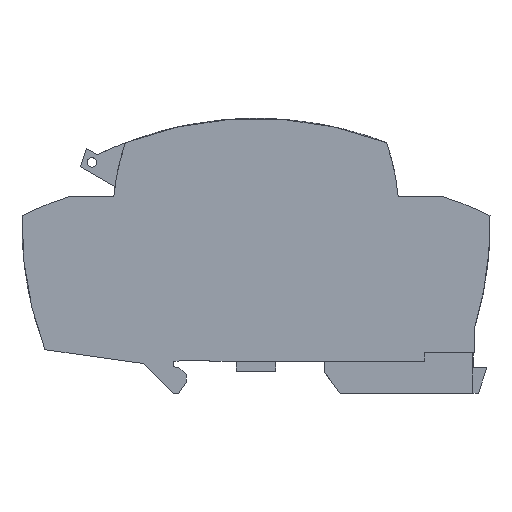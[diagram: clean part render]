
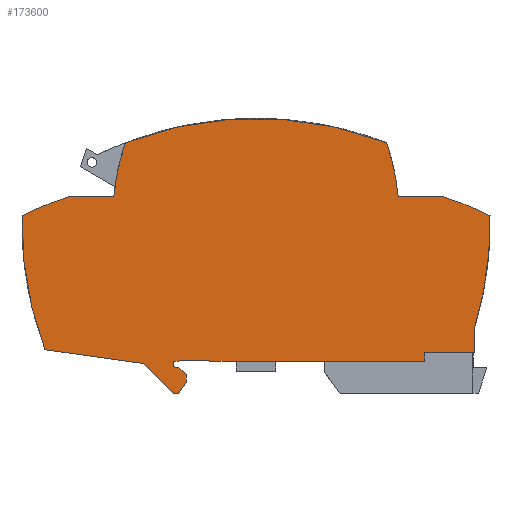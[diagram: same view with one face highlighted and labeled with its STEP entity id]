
A CAD part, left-side view. The second image highlights one B-rep face of the part: STEP entity #173600.
In plain terms, the highlighted planar face has unit normal (-1, 0, 0).
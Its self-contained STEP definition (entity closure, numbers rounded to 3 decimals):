
#5620=CARTESIAN_POINT('',(0.,59.634,
6.85));
#5630=VERTEX_POINT('',#5620);
#5660=CARTESIAN_POINT('',(0.,49.999,
6.85));
#5670=DIRECTION('',(0.,1.,0.));
#5680=VECTOR('',#5670,1.);
#5690=LINE('',#5660,#5680);
#5700=CARTESIAN_POINT('',(0.,13.944,
6.85));
#5710=VERTEX_POINT('',#5700);
#5720=EDGE_CURVE('',#5710,#5630,#5690,.T.);
#18390=CARTESIAN_POINT('',(0.,13.944,
8.75));
#18400=VERTEX_POINT('',#18390);
#18430=CARTESIAN_POINT('',(0.,14.662,
8.75));
#18440=DIRECTION('',(0.,1.,0.));
#18450=VECTOR('',#18440,1.);
#18460=LINE('',#18430,#18450);
#18470=CARTESIAN_POINT('',(0.,3.404,
8.75));
#18480=VERTEX_POINT('',#18470);
#18490=EDGE_CURVE('',#18480,#18400,#18460,.T.);
#18810=CARTESIAN_POINT('',(0.,3.404,
21.653));
#18820=DIRECTION('',(0.,0.,1.));
#18830=VECTOR('',#18820,1.);
#18840=LINE('',#18810,#18830);
#18850=CARTESIAN_POINT('',(0.,3.404,
13.709));
#18860=VERTEX_POINT('',#18850);
#18870=EDGE_CURVE('',#18480,#18860,#18840,.T.);
#19560=CARTESIAN_POINT('',(0.,76.,
36.2));
#19570=DIRECTION('',(-1.,0.,0.));
#19580=DIRECTION('',(0.,-0.99,
-0.139));
#19590=AXIS2_PLACEMENT_3D('',#19560,#19570,#19580);
#19600=CIRCLE('',#19590,76.);
#19610=CARTESIAN_POINT('',(0.,0.019,
37.914));
#19620=VERTEX_POINT('',#19610);
#19630=EDGE_CURVE('',#18860,#19620,#19600,.T.);
#24280=CARTESIAN_POINT('',(0.,33.641,
-31.469));
#24290=DIRECTION('',(1.,0.,0.));
#24300=DIRECTION('',(0.,1.,0.));
#24310=AXIS2_PLACEMENT_3D('',#24280,#24290,#24300);
#24320=CIRCLE('',#24310,77.1);
#24330=CARTESIAN_POINT('',(0.,10.104,
41.95));
#24340=VERTEX_POINT('',#24330);
#24350=EDGE_CURVE('',#24340,#19620,#24320,.T.);
#24980=CARTESIAN_POINT('',(0.,14.662,
41.95));
#24990=DIRECTION('',(0.,-1.,0.));
#25000=VECTOR('',#24990,1.);
#25010=LINE('',#24980,#25000);
#25020=CARTESIAN_POINT('',(0.,19.561,
41.95));
#25030=VERTEX_POINT('',#25020);
#25040=EDGE_CURVE('',#25030,#24340,#25010,.T.);
#63860=CARTESIAN_POINT('',(0.,22.039,
53.415));
#63870=VERTEX_POINT('',#63860);
#63900=CARTESIAN_POINT('',(0.,49.834,
-18.501));
#63910=DIRECTION('',(1.,0.,0.));
#63920=DIRECTION('',(0.,0.,-1.));
#63930=AXIS2_PLACEMENT_3D('',#63900,#63910,#63920);
#63940=CIRCLE('',#63930,77.1);
#63950=CARTESIAN_POINT('',(0.,77.629,
53.415));
#63960=VERTEX_POINT('',#63950);
#63970=EDGE_CURVE('',#63960,#63870,#63940,.T.);
#90350=CARTESIAN_POINT('',(0.,80.107,
41.95));
#90360=VERTEX_POINT('',#90350);
#90390=CARTESIAN_POINT('',(0.,49.999,
41.95));
#90400=DIRECTION('',(0.,-1.,0.));
#90410=VECTOR('',#90400,1.);
#90420=LINE('',#90390,#90410);
#90430=CARTESIAN_POINT('',(0.,89.564,
41.95));
#90440=VERTEX_POINT('',#90430);
#90450=EDGE_CURVE('',#90440,#90360,#90420,.T.);
#92580=CARTESIAN_POINT('',(0.,66.028,
-31.469));
#92590=DIRECTION('',(-1.,0.,0.));
#92600=DIRECTION('',(0.,1.,0.));
#92610=AXIS2_PLACEMENT_3D('',#92580,#92590,#92600);
#92620=CIRCLE('',#92610,77.1);
#92630=CARTESIAN_POINT('',(0.,99.649,
37.914));
#92640=VERTEX_POINT('',#92630);
#92650=EDGE_CURVE('',#90440,#92640,#92620,.T.);
#93340=CARTESIAN_POINT('',(0.,23.668,
36.2));
#93350=DIRECTION('',(1.,0.,0.));
#93360=DIRECTION('',(0.,0.99,
-0.139));
#93370=AXIS2_PLACEMENT_3D('',#93340,#93350,#93360);
#93380=CIRCLE('',#93370,76.);
#93390=CARTESIAN_POINT('',(0.,94.768,
9.35));
#93400=VERTEX_POINT('',#93390);
#93410=EDGE_CURVE('',#93400,#92640,#93380,.T.);
#98050=CARTESIAN_POINT('',(0.,14.662,
-1.939));
#98060=DIRECTION('',(0.,-0.99,
-0.14));
#98070=VECTOR('',#98060,1.);
#98080=LINE('',#98050,#98070);
#98090=CARTESIAN_POINT('',(0.,73.834,
6.4));
#98100=VERTEX_POINT('',#98090);
#98110=EDGE_CURVE('',#93400,#98100,#98080,.T.);
#98430=CARTESIAN_POINT('',(0.,89.086,
21.653));
#98440=DIRECTION('',(0.,0.707,
0.707));
#98450=VECTOR('',#98440,1.);
#98460=LINE('',#98430,#98450);
#98470=CARTESIAN_POINT('',(0.,67.434,
0.));
#98480=VERTEX_POINT('',#98470);
#98490=EDGE_CURVE('',#98480,#98100,#98460,.T.);
#98810=CARTESIAN_POINT('',(0.,14.662,
0.));
#98820=DIRECTION('',(0.,1.,0.));
#98830=VECTOR('',#98820,1.);
#98840=LINE('',#98810,#98830);
#98850=CARTESIAN_POINT('',(0.,66.364,
0.));
#98860=VERTEX_POINT('',#98850);
#98870=EDGE_CURVE('',#98860,#98480,#98840,.T.);
#99190=CARTESIAN_POINT('',(0.,51.203,
21.653));
#99200=DIRECTION('',(0.,0.574,
-0.819));
#99210=VECTOR('',#99200,1.);
#99220=LINE('',#99190,#99210);
#99230=CARTESIAN_POINT('',(0.,64.684,
2.4));
#99240=VERTEX_POINT('',#99230);
#99250=EDGE_CURVE('',#99240,#98860,#99220,.T.);
#99570=CARTESIAN_POINT('',(0.,64.684,
21.653));
#99580=DIRECTION('',(0.,0.,-1.));
#99590=VECTOR('',#99580,1.);
#99600=LINE('',#99570,#99590);
#99610=CARTESIAN_POINT('',(0.,64.684,
4.05));
#99620=VERTEX_POINT('',#99610);
#99630=EDGE_CURVE('',#99620,#99240,#99600,.T.);
#99950=CARTESIAN_POINT('',(0.,82.286,
21.653));
#99960=DIRECTION('',(0.,-0.707,
-0.707));
#99970=VECTOR('',#99960,1.);
#99980=LINE('',#99950,#99970);
#99990=CARTESIAN_POINT('',(0.,66.036,
5.403));
#100000=VERTEX_POINT('',#99990);
#100010=EDGE_CURVE('',#100000,#99620,#99980,.T.);
#100330=CARTESIAN_POINT('',(0.,14.662,
-8.363));
#100340=DIRECTION('',(0.,-0.966,
-0.259));
#100350=VECTOR('',#100340,1.);
#100360=LINE('',#100330,#100350);
#100370=CARTESIAN_POINT('',(0.,67.334,
5.75));
#100380=VERTEX_POINT('',#100370);
#100390=EDGE_CURVE('',#100380,#100000,#100360,.T.);
#100710=CARTESIAN_POINT('',(0.,67.334,
21.653));
#100720=DIRECTION('',(0.,0.,-1.));
#100730=VECTOR('',#100720,1.);
#100740=LINE('',#100710,#100730);
#100750=CARTESIAN_POINT('',(0.,67.334,
6.85));
#100760=VERTEX_POINT('',#100750);
#100770=EDGE_CURVE('',#100760,#100380,#100740,.T.);
#101090=CARTESIAN_POINT('',(0.,14.662,
11.459));
#101100=DIRECTION('',(0.,-0.996,
0.087));
#101110=VECTOR('',#101100,1.);
#101120=LINE('',#101090,#101110);
#101130=CARTESIAN_POINT('',(0.,65.048,
7.05));
#101140=VERTEX_POINT('',#101130);
#101150=EDGE_CURVE('',#100760,#101140,#101120,.T.);
#101470=CARTESIAN_POINT('',(0.,14.662,
7.05));
#101480=DIRECTION('',(0.,-1.,0.));
#101490=VECTOR('',#101480,1.);
#101500=LINE('',#101470,#101490);
#101510=CARTESIAN_POINT('',(0.,59.634,
7.05));
#101520=VERTEX_POINT('',#101510);
#101530=EDGE_CURVE('',#101140,#101520,#101500,.T.);
#102300=CARTESIAN_POINT('',(0.,59.634,
57.182));
#102310=DIRECTION('',(0.,0.,1.));
#102320=VECTOR('',#102310,1.);
#102330=LINE('',#102300,#102320);
#102340=EDGE_CURVE('',#5630,#101520,#102330,.T.);
#173120=CARTESIAN_POINT('',(0.,49.999,
57.182));
#173130=DIRECTION('',(1.,0.,0.));
#173140=DIRECTION('',(0.,1.,0.));
#173150=AXIS2_PLACEMENT_3D('',#173120,#173130,#173140);
#173160=PLANE('',#173150);
#173170=ORIENTED_EDGE('',*,*,#101530,.T.);
#173180=ORIENTED_EDGE('',*,*,#101150,.T.);
#173190=ORIENTED_EDGE('',*,*,#100770,.F.);
#173200=ORIENTED_EDGE('',*,*,#100390,.F.);
#173210=ORIENTED_EDGE('',*,*,#100010,.F.);
#173220=ORIENTED_EDGE('',*,*,#99630,.F.);
#173230=ORIENTED_EDGE('',*,*,#99250,.F.);
#173240=ORIENTED_EDGE('',*,*,#98870,.F.);
#173250=ORIENTED_EDGE('',*,*,#98490,.F.);
#173260=ORIENTED_EDGE('',*,*,#98110,.T.);
#173270=ORIENTED_EDGE('',*,*,#93410,.F.);
#173280=ORIENTED_EDGE('',*,*,#92650,.T.);
#173290=ORIENTED_EDGE('',*,*,#90450,.F.);
#173300=CARTESIAN_POINT('',(0.,30.334,
37.191));
#173310=DIRECTION('',(-1.,0.,0.));
#173320=DIRECTION('',(0.,1.,0.));
#173330=AXIS2_PLACEMENT_3D('',#173300,#173310,#173320);
#173340=CIRCLE('',#173330,50.);
#173350=EDGE_CURVE('',#63960,#90360,#173340,.T.);
#173360=ORIENTED_EDGE('',*,*,#173350,.T.);
#173370=ORIENTED_EDGE('',*,*,#63970,.F.);
#173380=CARTESIAN_POINT('',(0.,69.334,
37.191));
#173390=DIRECTION('',(1.,0.,0.));
#173400=DIRECTION('',(0.,1.,0.));
#173410=AXIS2_PLACEMENT_3D('',#173380,#173390,#173400);
#173420=CIRCLE('',#173410,50.);
#173430=EDGE_CURVE('',#63870,#25030,#173420,.T.);
#173440=ORIENTED_EDGE('',*,*,#173430,.F.);
#173450=ORIENTED_EDGE('',*,*,#25040,.F.);
#173460=ORIENTED_EDGE('',*,*,#24350,.F.);
#173470=ORIENTED_EDGE('',*,*,#19630,.T.);
#173480=ORIENTED_EDGE('',*,*,#18870,.T.);
#173490=ORIENTED_EDGE('',*,*,#18490,.F.);
#173500=CARTESIAN_POINT('',(0.,13.944,
57.182));
#173510=DIRECTION('',(0.,0.,1.));
#173520=VECTOR('',#173510,1.);
#173530=LINE('',#173500,#173520);
#173540=EDGE_CURVE('',#5710,#18400,#173530,.T.);
#173550=ORIENTED_EDGE('',*,*,#173540,.T.);
#173560=ORIENTED_EDGE('',*,*,#5720,.F.);
#173570=ORIENTED_EDGE('',*,*,#102340,.F.);
#173580=EDGE_LOOP('',(#173570,#173560,#173550,#173490,#173480,#173470,
#173460,#173450,#173440,#173370,#173360,#173290,#173280,#173270,#173260,
#173250,#173240,#173230,#173220,#173210,#173200,#173190,#173180,#173170)
);
#173590=FACE_OUTER_BOUND('',#173580,.T.);
#173600=ADVANCED_FACE('',(#173590),#173160,.F.);
